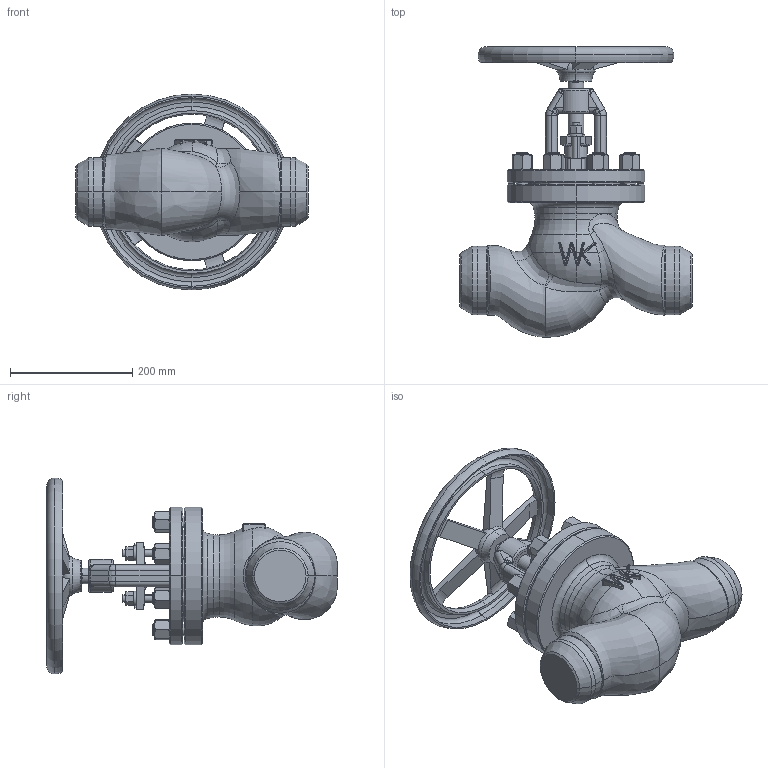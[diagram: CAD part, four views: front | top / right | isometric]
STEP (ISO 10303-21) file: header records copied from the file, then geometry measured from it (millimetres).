
FILE_DESCRIPTION (( 'STEP AP214' ), '1' );
FILE_NAME ('[80] 530S DN80 katalog uproszczony.STEP', '2015-03-18T07:40:09', ( '' ), ( '' ), 'SwSTEP 2.0', 'SolidWorks 2015', '' );
FILE_SCHEMA (( 'AUTOMOTIVE_DESIGN' ));
Length unit declared in the file: millimetre
Products named in the file (1): [80] 530S DN80 katalog uproszczony
Bounding box: 380 x 474.56 x 320 mm (x, y, z)
Volume: 9313973.9 mm3; surface area: 575055.6 mm2
Topology: 1 solids, 1 shells, 741 faces, 1803 edges, 1070 vertices
Faces by surface type: plane 221, cylinder 184, cone 180, bspline 81, torus 54, sphere 21
Entity records: 44684 total; most frequent: CARTESIAN_POINT 23414, ORIENTED_EDGE 3558, DIRECTION 3092, EDGE_CURVE 1779, AXIS2_PLACEMENT_3D 1289, VERTEX_POINT 1070, EDGE_LOOP 805, FACE_OUTER_BOUND 741
